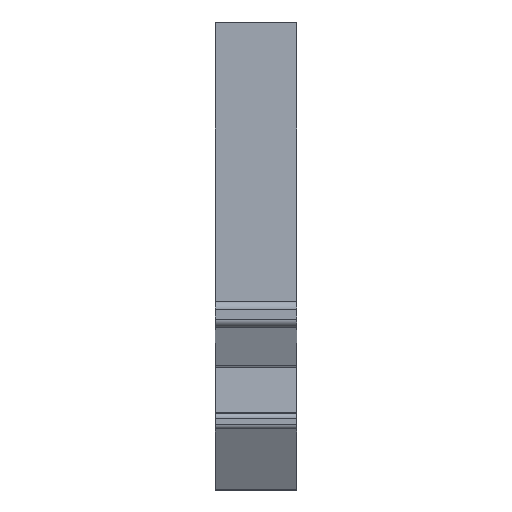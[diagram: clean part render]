
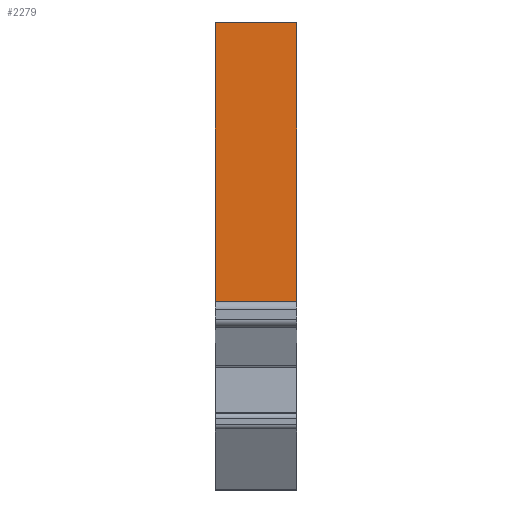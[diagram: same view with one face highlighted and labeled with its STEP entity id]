
A CAD part, top view. The second image highlights one B-rep face of the part: STEP entity #2279.
In plain terms, the highlighted planar face has unit normal (0, 0.944, 0.33).
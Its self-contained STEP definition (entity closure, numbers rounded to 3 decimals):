
#44 = PLANE('',#45);
#45 = AXIS2_PLACEMENT_3D('',#46,#47,#48);
#46 = CARTESIAN_POINT('',(-12.,28.886,6.573));
#47 = DIRECTION('',(1.,0.,0.));
#48 = DIRECTION('',(0.,0.,1.));
#100 = PLANE('',#101);
#101 = AXIS2_PLACEMENT_3D('',#102,#103,#104);
#102 = CARTESIAN_POINT('',(12.,28.886,6.573));
#103 = DIRECTION('',(1.,0.,0.));
#104 = DIRECTION('',(0.,0.,1.));
#370 = VERTEX_POINT('',#371);
#371 = CARTESIAN_POINT('',(-12.,101.325,-79.681));
#386 = CYLINDRICAL_SURFACE('',#387,4.);
#387 = AXIS2_PLACEMENT_3D('',#388,#389,#390);
#388 = CARTESIAN_POINT('',(-12.,97.548,-81.));
#389 = DIRECTION('',(-1.,0.,0.));
#390 = DIRECTION('',(0.,1.,0.));
#398 = EDGE_CURVE('',#399,#370,#401,.T.);
#399 = VERTEX_POINT('',#400);
#400 = CARTESIAN_POINT('',(-12.,18.677,156.937));
#401 = SURFACE_CURVE('',#402,(#406,#413),.PCURVE_S1.);
#402 = LINE('',#403,#404);
#403 = CARTESIAN_POINT('',(-12.,18.677,156.937));
#404 = VECTOR('',#405,1.);
#405 = DIRECTION('',(0.,0.33,-0.944)
  );
#406 = PCURVE('',#44,#407);
#407 = DEFINITIONAL_REPRESENTATION('',(#408),#412);
#408 = LINE('',#409,#410);
#409 = CARTESIAN_POINT('',(150.364,10.209));
#410 = VECTOR('',#411,1.);
#411 = DIRECTION('',(-0.944,-0.33));
#412 = ( GEOMETRIC_REPRESENTATION_CONTEXT(2) 
PARAMETRIC_REPRESENTATION_CONTEXT() REPRESENTATION_CONTEXT('2D SPACE',''
  ) );
#413 = PCURVE('',#414,#419);
#414 = PLANE('',#415);
#415 = AXIS2_PLACEMENT_3D('',#416,#417,#418);
#416 = CARTESIAN_POINT('',(-12.,18.677,156.937));
#417 = DIRECTION('',(0.,0.944,0.33));
#418 = DIRECTION('',(0.,0.33,-0.944)
  );
#419 = DEFINITIONAL_REPRESENTATION('',(#420),#424);
#420 = LINE('',#421,#422);
#421 = CARTESIAN_POINT('',(0.,0.));
#422 = VECTOR('',#423,1.);
#423 = DIRECTION('',(1.,0.));
#424 = ( GEOMETRIC_REPRESENTATION_CONTEXT(2) 
PARAMETRIC_REPRESENTATION_CONTEXT() REPRESENTATION_CONTEXT('2D SPACE',''
  ) );
#443 = CYLINDRICAL_SURFACE('',#444,2.5);
#444 = AXIS2_PLACEMENT_3D('',#445,#446,#447);
#445 = CARTESIAN_POINT('',(-12.,16.316,156.113));
#446 = DIRECTION('',(-1.,0.,0.));
#447 = DIRECTION('',(0.,1.,0.));
#1417 = VERTEX_POINT('',#1418);
#1418 = CARTESIAN_POINT('',(12.,101.325,-79.681));
#1440 = EDGE_CURVE('',#1441,#1417,#1443,.T.);
#1441 = VERTEX_POINT('',#1442);
#1442 = CARTESIAN_POINT('',(12.,18.677,156.937));
#1443 = SURFACE_CURVE('',#1444,(#1448,#1455),.PCURVE_S1.);
#1444 = LINE('',#1445,#1446);
#1445 = CARTESIAN_POINT('',(12.,18.677,156.937));
#1446 = VECTOR('',#1447,1.);
#1447 = DIRECTION('',(0.,0.33,-0.944)
  );
#1448 = PCURVE('',#100,#1449);
#1449 = DEFINITIONAL_REPRESENTATION('',(#1450),#1454);
#1450 = LINE('',#1451,#1452);
#1451 = CARTESIAN_POINT('',(150.364,10.209));
#1452 = VECTOR('',#1453,1.);
#1453 = DIRECTION('',(-0.944,-0.33));
#1454 = ( GEOMETRIC_REPRESENTATION_CONTEXT(2) 
PARAMETRIC_REPRESENTATION_CONTEXT() REPRESENTATION_CONTEXT('2D SPACE',''
  ) );
#1455 = PCURVE('',#414,#1456);
#1456 = DEFINITIONAL_REPRESENTATION('',(#1457),#1461);
#1457 = LINE('',#1458,#1459);
#1458 = CARTESIAN_POINT('',(0.,-24.));
#1459 = VECTOR('',#1460,1.);
#1460 = DIRECTION('',(1.,0.));
#1461 = ( GEOMETRIC_REPRESENTATION_CONTEXT(2) 
PARAMETRIC_REPRESENTATION_CONTEXT() REPRESENTATION_CONTEXT('2D SPACE',''
  ) );
#2229 = EDGE_CURVE('',#399,#1441,#2230,.T.);
#2230 = SURFACE_CURVE('',#2231,(#2235,#2242),.PCURVE_S1.);
#2231 = LINE('',#2232,#2233);
#2232 = CARTESIAN_POINT('',(-12.,18.677,156.937));
#2233 = VECTOR('',#2234,1.);
#2234 = DIRECTION('',(1.,0.,0.));
#2235 = PCURVE('',#443,#2236);
#2236 = DEFINITIONAL_REPRESENTATION('',(#2237),#2241);
#2237 = LINE('',#2238,#2239);
#2238 = CARTESIAN_POINT('',(-0.336,0.));
#2239 = VECTOR('',#2240,1.);
#2240 = DIRECTION('',(-0.,-1.));
#2241 = ( GEOMETRIC_REPRESENTATION_CONTEXT(2) 
PARAMETRIC_REPRESENTATION_CONTEXT() REPRESENTATION_CONTEXT('2D SPACE',''
  ) );
#2242 = PCURVE('',#414,#2243);
#2243 = DEFINITIONAL_REPRESENTATION('',(#2244),#2248);
#2244 = LINE('',#2245,#2246);
#2245 = CARTESIAN_POINT('',(0.,0.));
#2246 = VECTOR('',#2247,1.);
#2247 = DIRECTION('',(0.,-1.));
#2248 = ( GEOMETRIC_REPRESENTATION_CONTEXT(2) 
PARAMETRIC_REPRESENTATION_CONTEXT() REPRESENTATION_CONTEXT('2D SPACE',''
  ) );
#2279 = ADVANCED_FACE('',(#2280),#414,.T.);
#2280 = FACE_BOUND('',#2281,.T.);
#2281 = EDGE_LOOP('',(#2282,#2283,#2284,#2305));
#2282 = ORIENTED_EDGE('',*,*,#2229,.T.);
#2283 = ORIENTED_EDGE('',*,*,#1440,.T.);
#2284 = ORIENTED_EDGE('',*,*,#2285,.F.);
#2285 = EDGE_CURVE('',#370,#1417,#2286,.T.);
#2286 = SURFACE_CURVE('',#2287,(#2291,#2298),.PCURVE_S1.);
#2287 = LINE('',#2288,#2289);
#2288 = CARTESIAN_POINT('',(-12.,101.325,-79.681));
#2289 = VECTOR('',#2290,1.);
#2290 = DIRECTION('',(1.,0.,0.));
#2291 = PCURVE('',#414,#2292);
#2292 = DEFINITIONAL_REPRESENTATION('',(#2293),#2297);
#2293 = LINE('',#2294,#2295);
#2294 = CARTESIAN_POINT('',(250.637,0.));
#2295 = VECTOR('',#2296,1.);
#2296 = DIRECTION('',(0.,-1.));
#2297 = ( GEOMETRIC_REPRESENTATION_CONTEXT(2) 
PARAMETRIC_REPRESENTATION_CONTEXT() REPRESENTATION_CONTEXT('2D SPACE',''
  ) );
#2298 = PCURVE('',#386,#2299);
#2299 = DEFINITIONAL_REPRESENTATION('',(#2300),#2304);
#2300 = LINE('',#2301,#2302);
#2301 = CARTESIAN_POINT('',(-6.619,0.));
#2302 = VECTOR('',#2303,1.);
#2303 = DIRECTION('',(-0.,-1.));
#2304 = ( GEOMETRIC_REPRESENTATION_CONTEXT(2) 
PARAMETRIC_REPRESENTATION_CONTEXT() REPRESENTATION_CONTEXT('2D SPACE',''
  ) );
#2305 = ORIENTED_EDGE('',*,*,#398,.F.);
